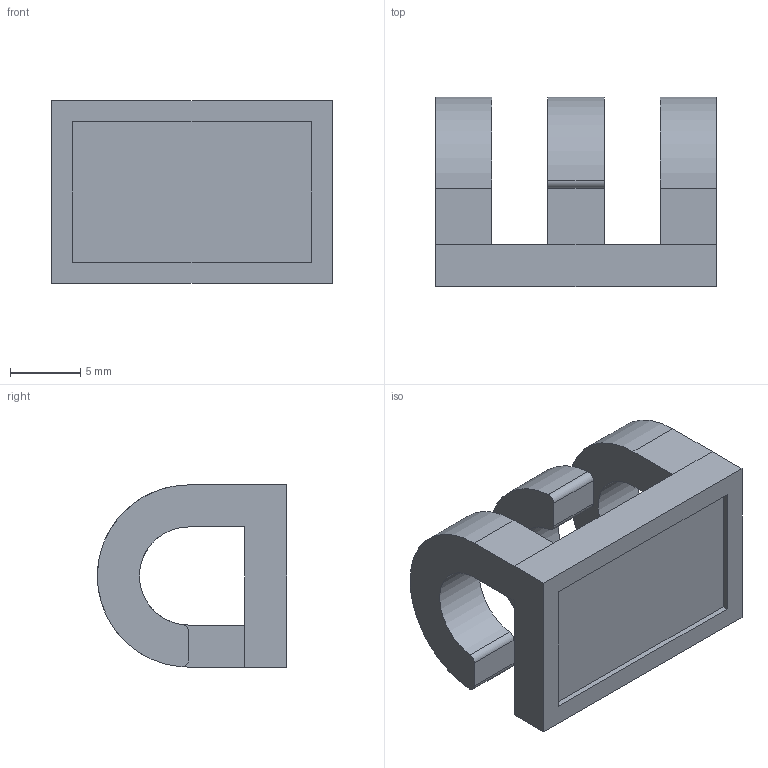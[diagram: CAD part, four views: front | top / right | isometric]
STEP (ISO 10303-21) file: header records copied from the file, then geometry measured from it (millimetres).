
FILE_DESCRIPTION(/* description */ (''),/* implementation_level */ '2;1');
FILE_NAME(/* name */ 'wire clip v3.stp',/* time_stamp */ '2025-09-12T00:21:08+02:00',/* author */ (''),/* organization */ (''),/* preprocessor_version */ 'ST-DEVELOPER v20.1',/* originating_system */ 'Autodesk Translation Framework v14.10.0.0',/* authorisation */ '');
FILE_SCHEMA (('AUTOMOTIVE_DESIGN { 1 0 10303 214 3 1 1 }'));
Length unit declared in the file: millimetre
Products named in the file (1): wire clip
Bounding box: 20 x 13.49 x 13 mm (x, y, z)
Volume: 1420.2 mm3; surface area: 1561.7 mm2
Topology: 1 solids, 1 shells, 41 faces, 106 edges, 68 vertices
Faces by surface type: plane 29, cylinder 12
Entity records: 1273 total; most frequent: CARTESIAN_POINT 216, DIRECTION 214, ORIENTED_EDGE 212, EDGE_CURVE 106, LINE 82, VECTOR 82, VERTEX_POINT 68, AXIS2_PLACEMENT_3D 66
